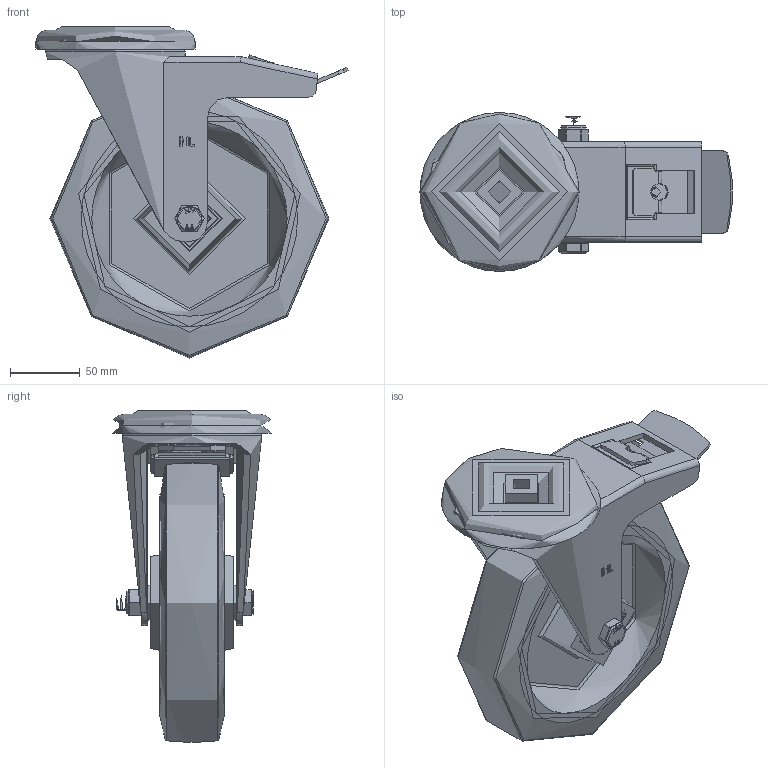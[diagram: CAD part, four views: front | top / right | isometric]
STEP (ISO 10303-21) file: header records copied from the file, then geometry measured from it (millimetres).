
FILE_DESCRIPTION(/* description */ (''),/* implementation_level */ '2;1');
FILE_NAME(/* name */ 'BZMM200RNBJBH16SWB.step',/* time_stamp */ '2024-10-09T12:31:53+01:00',/* author */ (''),/* organization */ (''),/* preprocessor_version */ 'ST-DEVELOPER v20',/* originating_system */ 'Autodesk Translation Framework v13.20.0.188',/* authorisation */ '');
FILE_SCHEMA (('AUTOMOTIVE_DESIGN { 1 0 10303 214 3 1 1 }'));
Products named in the file (31): BZMM200RNBJBH16SWB; BZMM200ASBH16SWB - 64 v1; ZINC PLATED, PRESSED STEEL HEAD; ZINC PLATED, PRESSED STEEL FORKS; BRAKE PAD; BRAKE PAD Geometry; BRAKE BOLT; ZINC PLATED, PRESSED STEEL BRAKE PEDAL; BZH200WRNBJM20 v1; 75 SHORE A ELASTIC RUBBER TYRE; NYLON RIM; BEARING SPACER; BEARING6204; BALL BEARINGS; BEARING6204 (1); BALL BEARINGS (1); Component3; INNER; OUTER; MIDDLE; RUBBER; TH20X2X12 v1; ZINC PLATED HEADED SPACER; TH20X2X12 v1 (1); ZINC PLATED HEADED SPACER (1); NYLOCM12Z v1; NYLOC NUT; NUT; RUBBER (1); HEXBOLTM12X90Z8.8 v2; GRADE 8.8 ZINC PLATED BOLT (1)
Assembly tree (49 placements, depth 5):
  BZMM200RNBJBH16SWB
    BZMM200ASBH16SWB - 64 v1
      ZINC PLATED, PRESSED STEEL HEAD
      ZINC PLATED, PRESSED STEEL FORKS
      BRAKE PAD
        BRAKE PAD Geometry
        BRAKE BOLT
      ZINC PLATED, PRESSED STEEL BRAKE PEDAL
    BZH200WRNBJM20 v1
      75 SHORE A ELASTIC RUBBER TYRE
      NYLON RIM
      BEARING SPACER
      BEARING6204
        INNER
        OUTER
        BALL BEARINGS
          Component3  x8
        MIDDLE
        RUBBER
      BEARING6204 (1)
        BALL BEARINGS (1)
          Component3  x8
        INNER
        OUTER
        MIDDLE
        RUBBER
    TH20X2X12 v1
      ZINC PLATED HEADED SPACER
    TH20X2X12 v1 (1)
      ZINC PLATED HEADED SPACER (1)
    NYLOCM12Z v1
      NYLOC NUT
        NUT
        RUBBER (1)
    HEXBOLTM12X90Z8.8 v2
      GRADE 8.8 ZINC PLATED BOLT (1)
Bounding box: 223.67 x 114 x 237.9 mm (x, y, z)
Volume: 1246925.7 mm3; surface area: 343340.1 mm2
Topology: 39 solids, 39 shells, 1293 faces, 3301 edges, 2176 vertices
Faces by surface type: plane 554, bspline 339, cylinder 285, sphere 72, torus 31, cone 12
Full cylindrical faces by diameter (mm): 7 x16, 8 x1, 9.836 x16, 11.834 x16, 12 x3, 12.2 x4, 14 x2, 16.2 x1, 17.75 x1, 18.5 x1, 19.8 x2, 20 x3, 24 x1, 25 x2, 27 x2, 28.5 x8, 30.8 x4, 31.3 x4, 32.5 x3, 40.3 x4, 40.5 x4, 40.8 x4, 41 x1, 42 x10, 45.5 x1, 47 x5, 52 x1, 74 x1, 92 x1, 100 x1
Entity records: 44493 total; most frequent: CARTESIAN_POINT 22241, ORIENTED_EDGE 4674, DIRECTION 3968, EDGE_CURVE 2337, VERTEX_POINT 1538, AXIS2_PLACEMENT_3D 1413, LINE 1142, VECTOR 1142
